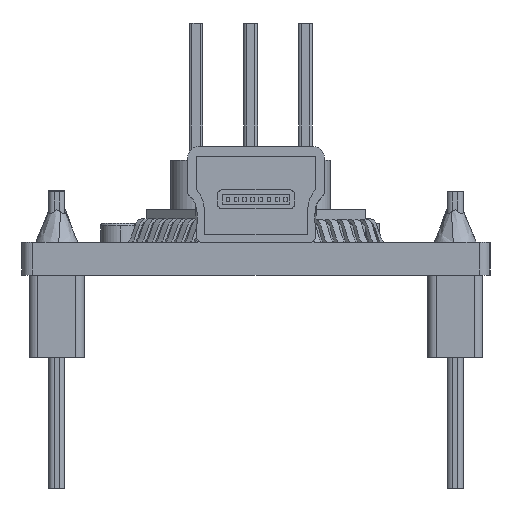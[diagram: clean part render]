
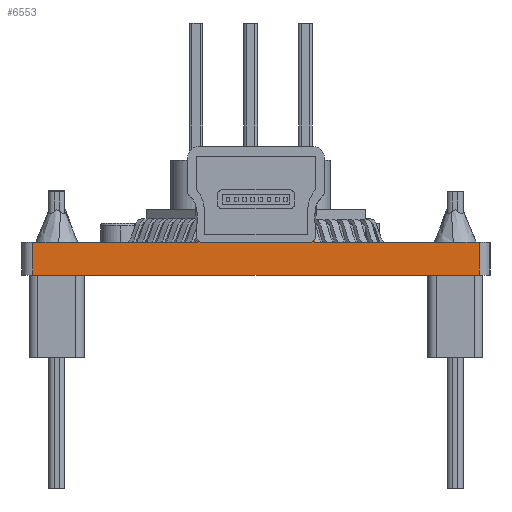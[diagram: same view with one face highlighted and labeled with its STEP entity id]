
A CAD part, left-side view. The second image highlights one B-rep face of the part: STEP entity #6553.
In plain terms, the highlighted planar face has unit normal (-1, 0, 0).
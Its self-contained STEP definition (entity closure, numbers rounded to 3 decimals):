
#1038 = CARTESIAN_POINT ( 'NONE',  ( -21.59, 2.133, 1.2 ) ) ;
#1124 = ORIENTED_EDGE ( 'NONE', *, *, #26378, .T. ) ;
#1555 = CARTESIAN_POINT ( 'NONE',  ( -21.59, -8.15, 1.2 ) ) ;
#1641 = CARTESIAN_POINT ( 'NONE',  ( -21.59, 2.133, 1.2 ) ) ;
#3958 = EDGE_CURVE ( 'NONE', #16438, #11021, #14579, .T. ) ;
#4889 = CARTESIAN_POINT ( 'NONE',  ( -21.59, -2.158, 1.321 ) ) ;
#5079 = ORIENTED_EDGE ( 'NONE', *, *, #28963, .F. ) ;
#5707 = CARTESIAN_POINT ( 'NONE',  ( -21.59, -1.965, 1.2 ) ) ;
#6065 = CARTESIAN_POINT ( 'NONE',  ( -21.59, -8.55, 1.2 ) ) ;
#6466 = CARTESIAN_POINT ( 'NONE',  ( -21.59, -8.15, 1.2 ) ) ;
#6553 = ADVANCED_FACE ( 'NONE', ( #17036 ), #37320, .F. ) ;
#7719 = DIRECTION ( 'NONE',  ( 0., 0., -1. ) ) ;
#7925 = CARTESIAN_POINT ( 'NONE',  ( -21.59, -2.133, 1.2 ) ) ;
#8246 = CARTESIAN_POINT ( 'NONE',  ( -21.59, 8.15, 1.2 ) ) ;
#8950 = CARTESIAN_POINT ( 'NONE',  ( -21.59, 2.164, 1.382 ) ) ;
#9150 = CIRCLE ( 'NONE', #33644, 0.2 ) ;
#9476 = DIRECTION ( 'NONE',  ( 0., 0., 1. ) ) ;
#10310 = VECTOR ( 'NONE', #37098, 1000. ) ;
#10770 = ORIENTED_EDGE ( 'NONE', *, *, #18830, .T. ) ;
#10876 = CARTESIAN_POINT ( 'NONE',  ( -21.59, -8.55, 1.2 ) ) ;
#11021 = VERTEX_POINT ( 'NONE', #1641 ) ;
#11075 = DIRECTION ( 'NONE',  ( 0., -1., 0. ) ) ;
#11586 = B_SPLINE_CURVE_WITH_KNOTS ( 'NONE', 3,
 ( #1038, #15300, #25006, #25303 ),
 .UNSPECIFIED., .F., .F.,
 ( 4, 4 ),
 ( 0., 0. ),
 .UNSPECIFIED. ) ;
#12812 = VERTEX_POINT ( 'NONE', #38244 ) ;
#13076 = ORIENTED_EDGE ( 'NONE', *, *, #3958, .F. ) ;
#13435 = CIRCLE ( 'NONE', #35943, 0.2 ) ;
#14106 = EDGE_CURVE ( 'NONE', #32152, #33260, #24697, .T. ) ;
#14210 = DIRECTION ( 'NONE',  ( 0., 0., -1. ) ) ;
#14579 = LINE ( 'NONE', #10876, #22193 ) ;
#15040 = CARTESIAN_POINT ( 'NONE',  ( -21.59, -8.15, 0. ) ) ;
#15300 = CARTESIAN_POINT ( 'NONE',  ( -21.59, 2.149, 1.26 ) ) ;
#15491 = CARTESIAN_POINT ( 'NONE',  ( -21.59, 8.15, 0. ) ) ;
#15555 = CARTESIAN_POINT ( 'NONE',  ( -21.59, 8.15, 1.2 ) ) ;
#16025 = VERTEX_POINT ( 'NONE', #15491 ) ;
#16347 = EDGE_CURVE ( 'NONE', #37168, #37667, #17002, .T. ) ;
#16438 = VERTEX_POINT ( 'NONE', #8246 ) ;
#16801 = CARTESIAN_POINT ( 'NONE',  ( -21.59, -8.55, 1.2 ) ) ;
#16925 = ORIENTED_EDGE ( 'NONE', *, *, #14106, .T. ) ;
#16941 = AXIS2_PLACEMENT_3D ( 'NONE', #6065, #30205, #44108 ) ;
#17002 = LINE ( 'NONE', #39058, #29480 ) ;
#17036 = FACE_OUTER_BOUND ( 'NONE', #27023, .T. ) ;
#18830 = EDGE_CURVE ( 'NONE', #16438, #16025, #38097, .T. ) ;
#20224 = VECTOR ( 'NONE', #32372, 1000. ) ;
#20344 = VECTOR ( 'NONE', #31587, 1000. ) ;
#20502 = B_SPLINE_CURVE_WITH_KNOTS ( 'NONE', 3,
 ( #25554, #4889, #29020, #7925 ),
 .UNSPECIFIED., .F., .F.,
 ( 4, 4 ),
 ( 0., 0. ),
 .UNSPECIFIED. ) ;
#22193 = VECTOR ( 'NONE', #41869, 1000. ) ;
#23983 = VERTEX_POINT ( 'NONE', #34201 ) ;
#24672 = CARTESIAN_POINT ( 'NONE',  ( -21.59, -1.965, 1.4 ) ) ;
#24697 = LINE ( 'NONE', #6466, #44173 ) ;
#24899 = DIRECTION ( 'NONE',  ( 1., 0., 0. ) ) ;
#25006 = CARTESIAN_POINT ( 'NONE',  ( -21.59, 2.158, 1.321 ) ) ;
#25303 = CARTESIAN_POINT ( 'NONE',  ( -21.59, 2.164, 1.382 ) ) ;
#25554 = CARTESIAN_POINT ( 'NONE',  ( -21.59, -2.164, 1.382 ) ) ;
#26378 = EDGE_CURVE ( 'NONE', #16025, #32152, #34399, .T. ) ;
#27023 = EDGE_LOOP ( 'NONE', ( #1124, #16925, #30444, #5079, #43515, #31519, #29299, #41735, #13076, #10770 ) ) ;
#27061 = LINE ( 'NONE', #16801, #10310 ) ;
#28963 = EDGE_CURVE ( 'NONE', #23983, #12812, #20502, .T. ) ;
#29020 = CARTESIAN_POINT ( 'NONE',  ( -21.59, -2.149, 1.26 ) ) ;
#29299 = ORIENTED_EDGE ( 'NONE', *, *, #39115, .T. ) ;
#29480 = VECTOR ( 'NONE', #11075, 1000. ) ;
#30205 = DIRECTION ( 'NONE',  ( 1., 0., 0. ) ) ;
#30444 = ORIENTED_EDGE ( 'NONE', *, *, #30931, .F. ) ;
#30931 = EDGE_CURVE ( 'NONE', #12812, #33260, #27061, .T. ) ;
#31519 = ORIENTED_EDGE ( 'NONE', *, *, #16347, .F. ) ;
#31587 = DIRECTION ( 'NONE',  ( 0., -1., 0. ) ) ;
#32093 = DIRECTION ( 'NONE',  ( 1., 0., 0. ) ) ;
#32152 = VERTEX_POINT ( 'NONE', #15040 ) ;
#32372 = DIRECTION ( 'NONE',  ( 0., 0., -1. ) ) ;
#32584 = EDGE_CURVE ( 'NONE', #23983, #37667, #9150, .T. ) ;
#33260 = VERTEX_POINT ( 'NONE', #1555 ) ;
#33644 = AXIS2_PLACEMENT_3D ( 'NONE', #24672, #32093, #14210 ) ;
#34201 = CARTESIAN_POINT ( 'NONE',  ( -21.59, -2.164, 1.382 ) ) ;
#34399 = LINE ( 'NONE', #38713, #20344 ) ;
#35254 = EDGE_CURVE ( 'NONE', #11021, #38725, #11586, .T. ) ;
#35943 = AXIS2_PLACEMENT_3D ( 'NONE', #38386, #24899, #7719 ) ;
#37098 = DIRECTION ( 'NONE',  ( 0., -1., 0. ) ) ;
#37168 = VERTEX_POINT ( 'NONE', #44534 ) ;
#37320 = PLANE ( 'NONE',  #16941 ) ;
#37667 = VERTEX_POINT ( 'NONE', #5707 ) ;
#38097 = LINE ( 'NONE', #15555, #20224 ) ;
#38244 = CARTESIAN_POINT ( 'NONE',  ( -21.59, -2.133, 1.2 ) ) ;
#38386 = CARTESIAN_POINT ( 'NONE',  ( -21.59, 1.965, 1.4 ) ) ;
#38713 = CARTESIAN_POINT ( 'NONE',  ( -21.59, -8.55, 0. ) ) ;
#38725 = VERTEX_POINT ( 'NONE', #8950 ) ;
#39058 = CARTESIAN_POINT ( 'NONE',  ( -21.59, -8.55, 1.2 ) ) ;
#39115 = EDGE_CURVE ( 'NONE', #37168, #38725, #13435, .T. ) ;
#41735 = ORIENTED_EDGE ( 'NONE', *, *, #35254, .F. ) ;
#41869 = DIRECTION ( 'NONE',  ( 0., -1., 0. ) ) ;
#43515 = ORIENTED_EDGE ( 'NONE', *, *, #32584, .T. ) ;
#44108 = DIRECTION ( 'NONE',  ( 0., 0., -1. ) ) ;
#44173 = VECTOR ( 'NONE', #9476, 1000. ) ;
#44534 = CARTESIAN_POINT ( 'NONE',  ( -21.59, 1.965, 1.2 ) ) ;
